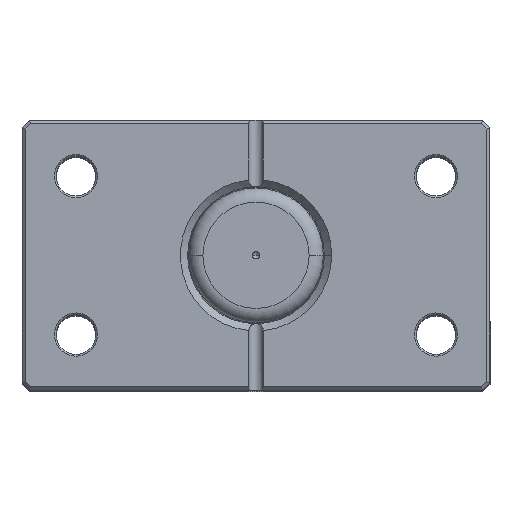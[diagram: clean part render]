
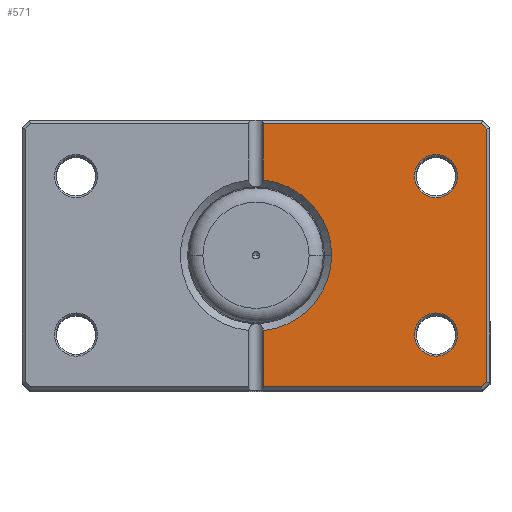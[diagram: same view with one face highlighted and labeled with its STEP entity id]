
A CAD part, top view. The second image highlights one B-rep face of the part: STEP entity #571.
In plain terms, the highlighted face is planar.
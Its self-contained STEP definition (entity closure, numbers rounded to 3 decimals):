
#6 = EDGE_LOOP ( 'NONE', ( #6067, #1118, #1994, #4770, #2983, #783, #4247, #4362, #3969 ) ) ;
#14 = AXIS2_PLACEMENT_3D ( 'NONE', #1579, #5952, #3028 ) ;
#38 = DIRECTION ( 'NONE',  ( 0., -1., 0. ) ) ;
#51 = CARTESIAN_POINT ( 'NONE',  ( 0., 0., 0. ) ) ;
#52 = EDGE_CURVE ( 'NONE', #1766, #2493, #5812, .T. ) ;
#94 = DIRECTION ( 'NONE',  ( 0., 0., 1. ) ) ;
#109 = DIRECTION ( 'NONE',  ( 1., 0., 0. ) ) ;
#110 = DIRECTION ( 'NONE',  ( 1., 0., 0. ) ) ;
#163 = CIRCLE ( 'NONE', #5959, 6. ) ;
#180 = DIRECTION ( 'NONE',  ( 1., 0., 0. ) ) ;
#194 = LINE ( 'NONE', #2773, #5222 ) ;
#261 = EDGE_CURVE ( 'NONE', #3595, #1766, #4287, .T. ) ;
#416 = DIRECTION ( 'NONE',  ( 0., 0., 1. ) ) ;
#468 = DIRECTION ( 'NONE',  ( 1., 0., 0. ) ) ;
#489 = ORIENTED_EDGE ( 'NONE', *, *, #4323, .T. ) ;
#493 = CARTESIAN_POINT ( 'NONE',  ( -62.586, 36.5, 0. ) ) ;
#571 = ADVANCED_FACE ( 'NONE', ( #3538, #2217, #2679 ), #5474, .F. ) ;
#644 = CIRCLE ( 'NONE', #2734, 6. ) ;
#664 = VERTEX_POINT ( 'NONE', #5063 ) ;
#678 = EDGE_CURVE ( 'NONE', #2586, #3595, #5194, .T. ) ;
#702 = CARTESIAN_POINT ( 'NONE',  ( -64., -35.086, 0. ) ) ;
#783 = ORIENTED_EDGE ( 'NONE', *, *, #4079, .T. ) ;
#794 = VERTEX_POINT ( 'NONE', #2603 ) ;
#909 = LINE ( 'NONE', #5725, #3355 ) ;
#929 = VECTOR ( 'NONE', #38, 1000. ) ;
#988 = EDGE_CURVE ( 'NONE', #5532, #5604, #1548, .T. ) ;
#1118 = ORIENTED_EDGE ( 'NONE', *, *, #678, .T. ) ;
#1364 = VECTOR ( 'NONE', #5944, 1000. ) ;
#1548 = LINE ( 'NONE', #6266, #1364 ) ;
#1551 = EDGE_CURVE ( 'NONE', #1907, #794, #163, .T. ) ;
#1579 = CARTESIAN_POINT ( 'NONE',  ( 0., 0., 0. ) ) ;
#1583 = VERTEX_POINT ( 'NONE', #1640 ) ;
#1640 = CARTESIAN_POINT ( 'NONE',  ( -56., 22., 0. ) ) ;
#1661 = VERTEX_POINT ( 'NONE', #2264 ) ;
#1766 = VERTEX_POINT ( 'NONE', #2804 ) ;
#1832 = CARTESIAN_POINT ( 'NONE',  ( 0., -36.5, 0. ) ) ;
#1839 = EDGE_CURVE ( 'NONE', #5604, #5107, #909, .T. ) ;
#1882 = EDGE_CURVE ( 'NONE', #2493, #664, #3525, .T. ) ;
#1893 = CARTESIAN_POINT ( 'NONE',  ( -64., 35.086, 0. ) ) ;
#1907 = VERTEX_POINT ( 'NONE', #3831 ) ;
#1933 = CARTESIAN_POINT ( 'NONE',  ( -2., 37.5, 0. ) ) ;
#1959 = CIRCLE ( 'NONE', #4756, 6. ) ;
#1994 = ORIENTED_EDGE ( 'NONE', *, *, #261, .T. ) ;
#2184 = LINE ( 'NONE', #5572, #2320 ) ;
#2217 = FACE_BOUND ( 'NONE', #6153, .T. ) ;
#2264 = CARTESIAN_POINT ( 'NONE',  ( -44., 22., 0. ) ) ;
#2320 = VECTOR ( 'NONE', #2648, 1000. ) ;
#2493 = VERTEX_POINT ( 'NONE', #6181 ) ;
#2514 = CARTESIAN_POINT ( 'NONE',  ( -21., 0., 0. ) ) ;
#2522 = DIRECTION ( 'NONE',  ( 0., 0., 1. ) ) ;
#2528 = AXIS2_PLACEMENT_3D ( 'NONE', #6018, #3119, #180 ) ;
#2586 = VERTEX_POINT ( 'NONE', #3852 ) ;
#2603 = CARTESIAN_POINT ( 'NONE',  ( -56., -22., 0. ) ) ;
#2605 = EDGE_CURVE ( 'NONE', #1661, #1583, #644, .T. ) ;
#2616 = CARTESIAN_POINT ( 'NONE',  ( -50., -22., 0. ) ) ;
#2648 = DIRECTION ( 'NONE',  ( -0.707, 0.707, 0. ) ) ;
#2671 = DIRECTION ( 'NONE',  ( 0., 0., 1. ) ) ;
#2679 = FACE_OUTER_BOUND ( 'NONE', #6, .T. ) ;
#2715 = CIRCLE ( 'NONE', #2528, 6. ) ;
#2734 = AXIS2_PLACEMENT_3D ( 'NONE', #6301, #3395, #468 ) ;
#2773 = CARTESIAN_POINT ( 'NONE',  ( -2., 37.5, 0. ) ) ;
#2804 = CARTESIAN_POINT ( 'NONE',  ( -2., -20.905, 0. ) ) ;
#2808 = DIRECTION ( 'NONE',  ( 1., 0., 0. ) ) ;
#2955 = VERTEX_POINT ( 'NONE', #702 ) ;
#2983 = ORIENTED_EDGE ( 'NONE', *, *, #1882, .T. ) ;
#3018 = ORIENTED_EDGE ( 'NONE', *, *, #6199, .T. ) ;
#3028 = DIRECTION ( 'NONE',  ( 1., 0., 0. ) ) ;
#3119 = DIRECTION ( 'NONE',  ( 0., 0., 1. ) ) ;
#3204 = VECTOR ( 'NONE', #4251, 1000. ) ;
#3274 = DIRECTION ( 'NONE',  ( 0., -1., 0. ) ) ;
#3349 = CARTESIAN_POINT ( 'NONE',  ( -50., -22., 0. ) ) ;
#3355 = VECTOR ( 'NONE', #2808, 1000. ) ;
#3395 = DIRECTION ( 'NONE',  ( 0., 0., 1. ) ) ;
#3525 = LINE ( 'NONE', #1832, #3204 ) ;
#3538 = FACE_BOUND ( 'NONE', #5864, .T. ) ;
#3563 = DIRECTION ( 'NONE',  ( 1., 0., 0. ) ) ;
#3595 = VERTEX_POINT ( 'NONE', #2514 ) ;
#3610 = AXIS2_PLACEMENT_3D ( 'NONE', #51, #94, #110 ) ;
#3831 = CARTESIAN_POINT ( 'NONE',  ( -44., -22., 0. ) ) ;
#3848 = DIRECTION ( 'NONE',  ( 1., 0., 0. ) ) ;
#3852 = CARTESIAN_POINT ( 'NONE',  ( -2., 20.905, 0. ) ) ;
#3853 = AXIS2_PLACEMENT_3D ( 'NONE', #3970, #2522, #109 ) ;
#3894 = LINE ( 'NONE', #6142, #5036 ) ;
#3969 = ORIENTED_EDGE ( 'NONE', *, *, #1839, .T. ) ;
#3970 = CARTESIAN_POINT ( 'NONE',  ( 0., 0., 0. ) ) ;
#4079 = EDGE_CURVE ( 'NONE', #664, #2955, #2184, .T. ) ;
#4247 = ORIENTED_EDGE ( 'NONE', *, *, #5801, .T. ) ;
#4251 = DIRECTION ( 'NONE',  ( -1., 0., 0. ) ) ;
#4287 = CIRCLE ( 'NONE', #3853, 21. ) ;
#4323 = EDGE_CURVE ( 'NONE', #794, #1907, #1959, .T. ) ;
#4362 = ORIENTED_EDGE ( 'NONE', *, *, #988, .T. ) ;
#4453 = EDGE_CURVE ( 'NONE', #5107, #2586, #194, .T. ) ;
#4718 = DIRECTION ( 'NONE',  ( 0., 1., 0. ) ) ;
#4756 = AXIS2_PLACEMENT_3D ( 'NONE', #3349, #416, #3848 ) ;
#4770 = ORIENTED_EDGE ( 'NONE', *, *, #52, .T. ) ;
#5036 = VECTOR ( 'NONE', #4718, 1000. ) ;
#5063 = CARTESIAN_POINT ( 'NONE',  ( -62.586, -36.5, 0. ) ) ;
#5107 = VERTEX_POINT ( 'NONE', #5454 ) ;
#5194 = CIRCLE ( 'NONE', #3610, 21. ) ;
#5222 = VECTOR ( 'NONE', #3274, 1000. ) ;
#5227 = ORIENTED_EDGE ( 'NONE', *, *, #1551, .T. ) ;
#5454 = CARTESIAN_POINT ( 'NONE',  ( -2., 36.5, 0. ) ) ;
#5474 = PLANE ( 'NONE',  #14 ) ;
#5532 = VERTEX_POINT ( 'NONE', #1893 ) ;
#5572 = CARTESIAN_POINT ( 'NONE',  ( -49.543, -49.543, 0. ) ) ;
#5604 = VERTEX_POINT ( 'NONE', #493 ) ;
#5725 = CARTESIAN_POINT ( 'NONE',  ( 0., 36.5, 0. ) ) ;
#5801 = EDGE_CURVE ( 'NONE', #2955, #5532, #3894, .T. ) ;
#5812 = LINE ( 'NONE', #1933, #929 ) ;
#5864 = EDGE_LOOP ( 'NONE', ( #489, #5227 ) ) ;
#5944 = DIRECTION ( 'NONE',  ( 0.707, 0.707, 0. ) ) ;
#5952 = DIRECTION ( 'NONE',  ( 0., 0., 1. ) ) ;
#5959 = AXIS2_PLACEMENT_3D ( 'NONE', #2616, #2671, #3563 ) ;
#6018 = CARTESIAN_POINT ( 'NONE',  ( -50., 22., 0. ) ) ;
#6067 = ORIENTED_EDGE ( 'NONE', *, *, #4453, .T. ) ;
#6142 = CARTESIAN_POINT ( 'NONE',  ( -64., 0., 0. ) ) ;
#6153 = EDGE_LOOP ( 'NONE', ( #3018, #6305 ) ) ;
#6181 = CARTESIAN_POINT ( 'NONE',  ( -2., -36.5, 0. ) ) ;
#6199 = EDGE_CURVE ( 'NONE', #1583, #1661, #2715, .T. ) ;
#6266 = CARTESIAN_POINT ( 'NONE',  ( -49.543, 49.543, 0. ) ) ;
#6301 = CARTESIAN_POINT ( 'NONE',  ( -50., 22., 0. ) ) ;
#6305 = ORIENTED_EDGE ( 'NONE', *, *, #2605, .T. ) ;
